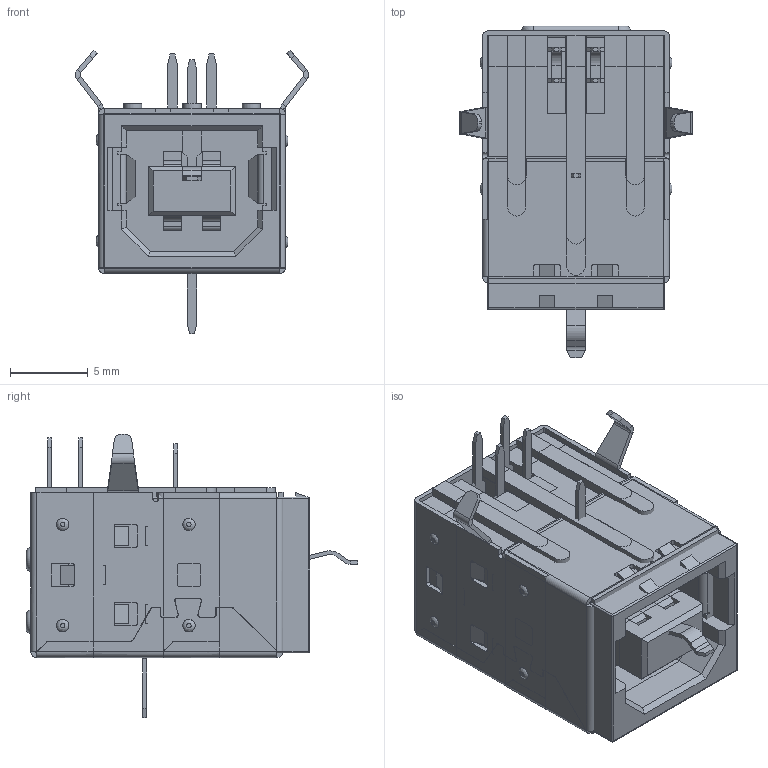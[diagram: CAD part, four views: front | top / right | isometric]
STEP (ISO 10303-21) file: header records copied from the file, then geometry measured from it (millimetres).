
FILE_DESCRIPTION( ( 'Unknown' ), '1' );
FILE_NAME( '61400416121.stp', 'Unknown', ( 'Unknown' ), ( 'Unknown' ), 'XStep 1.0', 'Unknown', ' ' );
FILE_SCHEMA( ( 'CONFIG_CONTROL_DESIGN' ) );
Length unit declared in the file: millimetre
Products named in the file (6): Assem1; 1; 2; 3; 4; 5
Bounding box: 14.95 x 21.3 x 18.23 mm (x, y, z)
Volume: 2514.8 mm3; surface area: 7018.3 mm2
Topology: 12 solids, 12 shells, 1380 faces, 3692 edges, 2352 vertices
Faces by surface type: plane 950, cylinder 354, bspline 40, torus 24, sphere 12
Entity records: 20466 total; most frequent: CARTESIAN_POINT 3998, ORIENTED_EDGE 3416, DIRECTION 3292, EDGE_CURVE 1708, LINE 1312, VECTOR 1312, VERTEX_POINT 1094, AXIS2_PLACEMENT_3D 990
